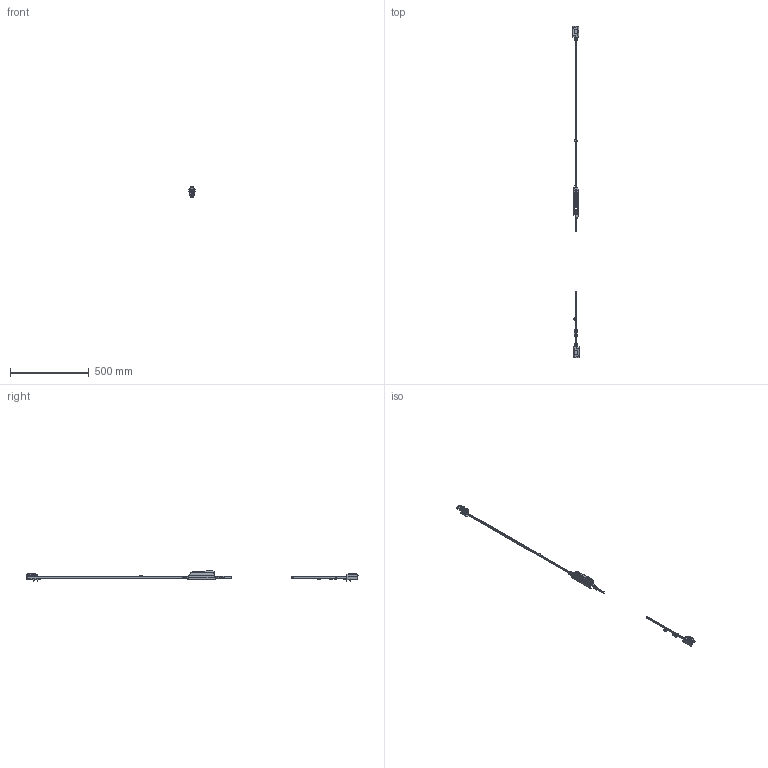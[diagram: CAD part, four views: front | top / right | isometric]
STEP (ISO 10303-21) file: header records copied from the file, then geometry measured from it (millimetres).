
FILE_DESCRIPTION(('STEP AP214'),'1');
FILE_NAME('cctmp_9B8CB7AA-50CF-4406-A42B-2D57E5E17063_2024_05_23_12_38_49_0537..stp','2024-05-23T10:38:54',('SIEMENS A&D'),('CADClick - www.CADClick.com'),'Spatial InterOp 3D',' ','unknown authorization');
FILE_SCHEMA(('AUTOMOTIVE_DESIGN'));
Length unit declared in the file: millimetre
Products named in the file (31): cc_unnamed; 2024_05_23_12_38_49_0432; 2024_05_23_12_38_49_0390; 2024_05_23_12_38_49_0349; 2024_05_23_12_38_49_0308; 2024_05_23_12_38_49_0267; 2024_05_23_12_38_49_0226; 2024_05_23_12_38_49_0144; 2024_05_23_12_38_49_0102; 2024_05_23_12_38_49_0061; 2024_05_23_12_38_49_0020; 2024_05_23_12_38_48_0979; 2024_05_23_12_38_48_0896; 2024_05_23_12_38_48_0855; 2024_05_23_12_38_48_0814; 2024_05_23_12_38_48_0773; 2024_05_23_12_38_48_0732; 2024_05_23_12_38_48_0691; 2024_05_23_12_38_48_0650; 2024_05_23_12_38_48_0610; 2024_05_23_12_38_48_0569; 2024_05_23_12_38_48_0528; 2024_05_23_12_38_48_0445; 2024_05_23_12_38_48_0403; 2024_05_23_12_38_48_0362; 2024_05_23_12_38_48_0321; 2024_05_23_12_38_48_0280; 2024_05_23_12_38_48_0238; 2024_05_23_12_38_48_0197; 2024_05_23_12_38_48_0156; 2024_05_23_12_38_48_0115
Assembly tree (30 placements, depth 2):
  cc_unnamed
    2024_05_23_12_38_49_0432
    2024_05_23_12_38_49_0390
    2024_05_23_12_38_49_0349
    2024_05_23_12_38_49_0308
    2024_05_23_12_38_49_0267
    2024_05_23_12_38_49_0226
    2024_05_23_12_38_49_0144
    2024_05_23_12_38_49_0102
    2024_05_23_12_38_49_0061
    2024_05_23_12_38_49_0020
    2024_05_23_12_38_48_0979
    2024_05_23_12_38_48_0896
    2024_05_23_12_38_48_0855
    2024_05_23_12_38_48_0814
    2024_05_23_12_38_48_0773
    2024_05_23_12_38_48_0732
    2024_05_23_12_38_48_0691
    2024_05_23_12_38_48_0650
    2024_05_23_12_38_48_0610
    2024_05_23_12_38_48_0569
    2024_05_23_12_38_48_0528
    2024_05_23_12_38_48_0445
    2024_05_23_12_38_48_0403
    2024_05_23_12_38_48_0362
    2024_05_23_12_38_48_0321
    2024_05_23_12_38_48_0280
    2024_05_23_12_38_48_0238
    2024_05_23_12_38_48_0197
    2024_05_23_12_38_48_0156
    2024_05_23_12_38_48_0115
Bounding box: 41 x 2111.62 x 63.8 mm (x, y, z)
Volume: 213332.2 mm3; surface area: 183349.6 mm2
Topology: 30 solids, 30 shells, 2934 faces, 7504 edges, 4548 vertices
Faces by surface type: cylinder 1079, plane 939, bspline 391, torus 332, sphere 117, cone 76
Full cylindrical faces by diameter (mm): 3 x4, 4.3 x4, 24.8 x2
Entity records: 174367 total; most frequent: CARTESIAN_POINT 81646, ORIENTED_EDGE 14684, DIRECTION 13831, EDGE_CURVE 7342, AXIS2_PLACEMENT_3D 5206, VERTEX_POINT 4530, LINE 3419, VECTOR 3419
